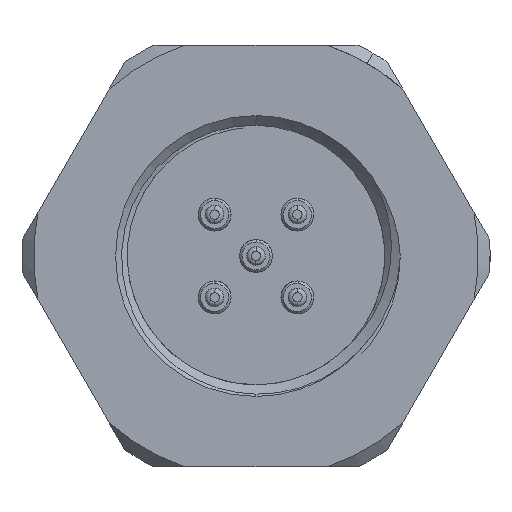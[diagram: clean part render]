
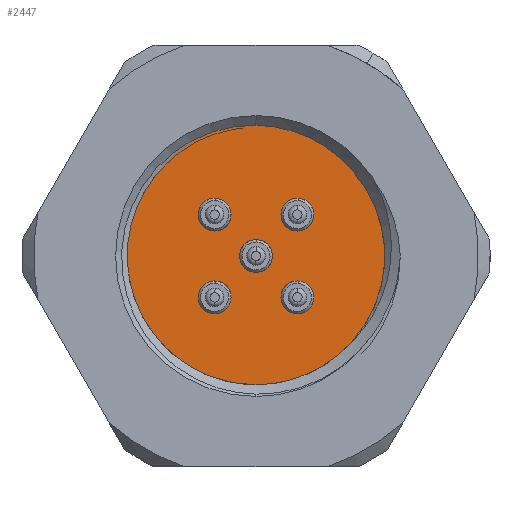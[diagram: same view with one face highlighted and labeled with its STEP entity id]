
A CAD part, left-side view. The second image highlights one B-rep face of the part: STEP entity #2447.
In plain terms, the highlighted planar face has unit normal (-1, 0, 0).
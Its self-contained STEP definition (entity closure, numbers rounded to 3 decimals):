
#184 = EDGE_LOOP ( 'NONE', ( #8240, #4793 ) ) ;
#377 = DIRECTION ( 'NONE',  ( -1., 0., 0. ) ) ;
#697 = EDGE_CURVE ( 'NONE', #7492, #20617, #12075, .T. ) ;
#711 = DIRECTION ( 'NONE',  ( -1., 0., 0. ) ) ;
#846 = CARTESIAN_POINT ( 'NONE',  ( -13., 1.768, -1.768 ) ) ;
#963 = DIRECTION ( 'NONE',  ( 0., -1., 0. ) ) ;
#975 = VERTEX_POINT ( 'NONE', #2901 ) ;
#996 = CARTESIAN_POINT ( 'NONE',  ( -13., 6., 0. ) ) ;
#1171 = DIRECTION ( 'NONE',  ( 1., 0., 0. ) ) ;
#1290 = CIRCLE ( 'NONE', #3534, 0.7 ) ;
#1408 = FACE_OUTER_BOUND ( 'NONE', #19914, .T. ) ;
#1586 = ORIENTED_EDGE ( 'NONE', *, *, #9464, .F. ) ;
#1618 = CIRCLE ( 'NONE', #22977, 0.7 ) ;
#1631 = CARTESIAN_POINT ( 'NONE',  ( -13., -1.768, 1.768 ) ) ;
#2072 = DIRECTION ( 'NONE',  ( -1., 0., 0. ) ) ;
#2353 = DIRECTION ( 'NONE',  ( 0., -1., 0. ) ) ;
#2447 = ADVANCED_FACE ( 'NONE', ( #17480, #5172, #3626, #12553, #6823, #1408 ), #5517, .T. ) ;
#2901 = CARTESIAN_POINT ( 'NONE',  ( -13., -0.7, 0. ) ) ;
#2986 = DIRECTION ( 'NONE',  ( -1., 0., 0. ) ) ;
#3132 = AXIS2_PLACEMENT_3D ( 'NONE', #8520, #2986, #17298 ) ;
#3266 = DIRECTION ( 'NONE',  ( 0., -1., 0. ) ) ;
#3534 = AXIS2_PLACEMENT_3D ( 'NONE', #1631, #11852, #21582 ) ;
#3626 = FACE_BOUND ( 'NONE', #20813, .T. ) ;
#3712 = EDGE_LOOP ( 'NONE', ( #21392, #13306 ) ) ;
#3937 = DIRECTION ( 'NONE',  ( 0., -1., 0. ) ) ;
#4015 = AXIS2_PLACEMENT_3D ( 'NONE', #11746, #9993, #17138 ) ;
#4129 = EDGE_CURVE ( 'NONE', #14521, #10777, #1618, .T. ) ;
#4221 = AXIS2_PLACEMENT_3D ( 'NONE', #5047, #9048, #23001 ) ;
#4267 = VERTEX_POINT ( 'NONE', #7614 ) ;
#4327 = AXIS2_PLACEMENT_3D ( 'NONE', #846, #18340, #963 ) ;
#4793 = ORIENTED_EDGE ( 'NONE', *, *, #22828, .F. ) ;
#5047 = CARTESIAN_POINT ( 'NONE',  ( -13., 0., 0. ) ) ;
#5111 = VERTEX_POINT ( 'NONE', #20309 ) ;
#5142 = VERTEX_POINT ( 'NONE', #7140 ) ;
#5172 = FACE_BOUND ( 'NONE', #5639, .T. ) ;
#5517 = PLANE ( 'NONE',  #4221 ) ;
#5579 = EDGE_CURVE ( 'NONE', #8003, #4267, #20387, .T. ) ;
#5582 = VERTEX_POINT ( 'NONE', #996 ) ;
#5639 = EDGE_LOOP ( 'NONE', ( #6127, #16854 ) ) ;
#5817 = CIRCLE ( 'NONE', #15939, 0.7 ) ;
#6127 = ORIENTED_EDGE ( 'NONE', *, *, #14702, .F. ) ;
#6360 = CARTESIAN_POINT ( 'NONE',  ( -13., 0., 0. ) ) ;
#6697 = DIRECTION ( 'NONE',  ( 0., -1., 0. ) ) ;
#6713 = CARTESIAN_POINT ( 'NONE',  ( -13., 2.468, 1.768 ) ) ;
#6823 = FACE_BOUND ( 'NONE', #3712, .T. ) ;
#7045 = CARTESIAN_POINT ( 'NONE',  ( -13., -1.768, 1.768 ) ) ;
#7140 = CARTESIAN_POINT ( 'NONE',  ( -13., 0.7, 0. ) ) ;
#7489 = ORIENTED_EDGE ( 'NONE', *, *, #5579, .F. ) ;
#7492 = VERTEX_POINT ( 'NONE', #6713 ) ;
#7614 = CARTESIAN_POINT ( 'NONE',  ( -13., -1.068, -1.768 ) ) ;
#8003 = VERTEX_POINT ( 'NONE', #15568 ) ;
#8078 = AXIS2_PLACEMENT_3D ( 'NONE', #21360, #19942, #19714 ) ;
#8226 = CARTESIAN_POINT ( 'NONE',  ( -13., 1.768, 1.768 ) ) ;
#8240 = ORIENTED_EDGE ( 'NONE', *, *, #19324, .F. ) ;
#8520 = CARTESIAN_POINT ( 'NONE',  ( -13., -1.768, -1.768 ) ) ;
#9048 = DIRECTION ( 'NONE',  ( -1., 0., 0. ) ) ;
#9287 = EDGE_CURVE ( 'NONE', #975, #5142, #16302, .T. ) ;
#9464 = EDGE_CURVE ( 'NONE', #5142, #975, #5817, .T. ) ;
#9498 = CARTESIAN_POINT ( 'NONE',  ( -13., 1.068, -1.768 ) ) ;
#9993 = DIRECTION ( 'NONE',  ( 1., 0., 0. ) ) ;
#9999 = CIRCLE ( 'NONE', #16721, 0.7 ) ;
#10664 = ORIENTED_EDGE ( 'NONE', *, *, #14374, .F. ) ;
#10777 = VERTEX_POINT ( 'NONE', #17548 ) ;
#10938 = AXIS2_PLACEMENT_3D ( 'NONE', #8226, #711, #2353 ) ;
#11134 = AXIS2_PLACEMENT_3D ( 'NONE', #6360, #1171, #15261 ) ;
#11733 = CARTESIAN_POINT ( 'NONE',  ( -13., 1.768, 1.768 ) ) ;
#11746 = CARTESIAN_POINT ( 'NONE',  ( -13., 0., 0. ) ) ;
#11852 = DIRECTION ( 'NONE',  ( -1., 0., 0. ) ) ;
#12070 = EDGE_CURVE ( 'NONE', #15614, #5582, #21250, .T. ) ;
#12075 = CIRCLE ( 'NONE', #10938, 0.7 ) ;
#12186 = EDGE_CURVE ( 'NONE', #5582, #15614, #23144, .T. ) ;
#12453 = DIRECTION ( 'NONE',  ( 0., -1., 0. ) ) ;
#12531 = ORIENTED_EDGE ( 'NONE', *, *, #12186, .F. ) ;
#12553 = FACE_BOUND ( 'NONE', #20502, .T. ) ;
#13306 = ORIENTED_EDGE ( 'NONE', *, *, #4129, .F. ) ;
#13826 = ORIENTED_EDGE ( 'NONE', *, *, #12070, .F. ) ;
#14374 = EDGE_CURVE ( 'NONE', #4267, #8003, #20910, .T. ) ;
#14521 = VERTEX_POINT ( 'NONE', #20548 ) ;
#14702 = EDGE_CURVE ( 'NONE', #20617, #7492, #23166, .T. ) ;
#14828 = DIRECTION ( 'NONE',  ( 0., -1., 0. ) ) ;
#15142 = VERTEX_POINT ( 'NONE', #9498 ) ;
#15261 = DIRECTION ( 'NONE',  ( 0., 1., 0. ) ) ;
#15568 = CARTESIAN_POINT ( 'NONE',  ( -13., -2.468, -1.768 ) ) ;
#15614 = VERTEX_POINT ( 'NONE', #19985 ) ;
#15939 = AXIS2_PLACEMENT_3D ( 'NONE', #18234, #377, #14828 ) ;
#16302 = CIRCLE ( 'NONE', #8078, 0.7 ) ;
#16721 = AXIS2_PLACEMENT_3D ( 'NONE', #20025, #2072, #3937 ) ;
#16724 = EDGE_CURVE ( 'NONE', #10777, #14521, #1290, .T. ) ;
#16790 = AXIS2_PLACEMENT_3D ( 'NONE', #19844, #21607, #12453 ) ;
#16854 = ORIENTED_EDGE ( 'NONE', *, *, #697, .F. ) ;
#17060 = ORIENTED_EDGE ( 'NONE', *, *, #9287, .F. ) ;
#17073 = CIRCLE ( 'NONE', #4327, 0.7 ) ;
#17138 = DIRECTION ( 'NONE',  ( 0., 1., 0. ) ) ;
#17298 = DIRECTION ( 'NONE',  ( 0., -1., 0. ) ) ;
#17480 = FACE_BOUND ( 'NONE', #184, .T. ) ;
#17548 = CARTESIAN_POINT ( 'NONE',  ( -13., -2.468, 1.768 ) ) ;
#17583 = DIRECTION ( 'NONE',  ( -1., 0., 0. ) ) ;
#18234 = CARTESIAN_POINT ( 'NONE',  ( -13., 0., 0. ) ) ;
#18340 = DIRECTION ( 'NONE',  ( -1., 0., 0. ) ) ;
#19324 = EDGE_CURVE ( 'NONE', #15142, #5111, #17073, .T. ) ;
#19429 = AXIS2_PLACEMENT_3D ( 'NONE', #11733, #20656, #6697 ) ;
#19714 = DIRECTION ( 'NONE',  ( 0., -1., 0. ) ) ;
#19844 = CARTESIAN_POINT ( 'NONE',  ( -13., -1.768, -1.768 ) ) ;
#19914 = EDGE_LOOP ( 'NONE', ( #12531, #13826 ) ) ;
#19942 = DIRECTION ( 'NONE',  ( -1., 0., 0. ) ) ;
#19985 = CARTESIAN_POINT ( 'NONE',  ( -13., -6., 0. ) ) ;
#20025 = CARTESIAN_POINT ( 'NONE',  ( -13., 1.768, -1.768 ) ) ;
#20309 = CARTESIAN_POINT ( 'NONE',  ( -13., 2.468, -1.768 ) ) ;
#20387 = CIRCLE ( 'NONE', #3132, 0.7 ) ;
#20502 = EDGE_LOOP ( 'NONE', ( #7489, #10664 ) ) ;
#20548 = CARTESIAN_POINT ( 'NONE',  ( -13., -1.068, 1.768 ) ) ;
#20617 = VERTEX_POINT ( 'NONE', #22530 ) ;
#20656 = DIRECTION ( 'NONE',  ( -1., 0., 0. ) ) ;
#20813 = EDGE_LOOP ( 'NONE', ( #17060, #1586 ) ) ;
#20910 = CIRCLE ( 'NONE', #16790, 0.7 ) ;
#21250 = CIRCLE ( 'NONE', #11134, 6. ) ;
#21360 = CARTESIAN_POINT ( 'NONE',  ( -13., 0., 0. ) ) ;
#21392 = ORIENTED_EDGE ( 'NONE', *, *, #16724, .F. ) ;
#21582 = DIRECTION ( 'NONE',  ( 0., -1., 0. ) ) ;
#21607 = DIRECTION ( 'NONE',  ( -1., 0., 0. ) ) ;
#22530 = CARTESIAN_POINT ( 'NONE',  ( -13., 1.068, 1.768 ) ) ;
#22828 = EDGE_CURVE ( 'NONE', #5111, #15142, #9999, .T. ) ;
#22977 = AXIS2_PLACEMENT_3D ( 'NONE', #7045, #17583, #3266 ) ;
#23001 = DIRECTION ( 'NONE',  ( 0., -1., 0. ) ) ;
#23144 = CIRCLE ( 'NONE', #4015, 6. ) ;
#23166 = CIRCLE ( 'NONE', #19429, 0.7 ) ;
